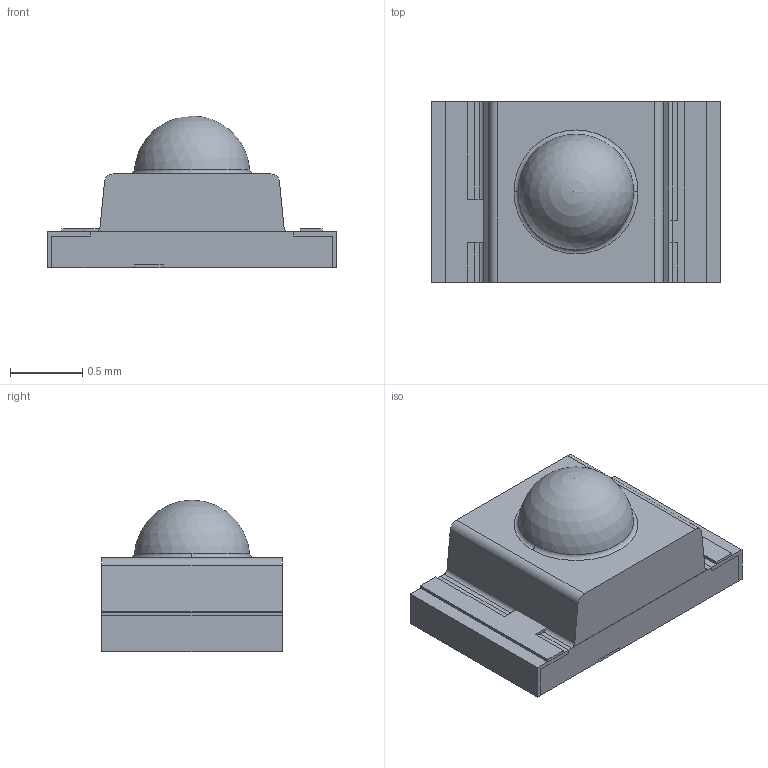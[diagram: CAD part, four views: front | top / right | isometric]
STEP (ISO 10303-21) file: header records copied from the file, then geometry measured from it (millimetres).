
FILE_DESCRIPTION(('FreeCAD Model'),'2;1');
FILE_NAME('APTD2012.step','2018-12-05T15:59:53',( 'kicad StepUp'),('ksu MCAD'),'Open CASCADE STEP processor 7.2', 'FreeCAD','Unknown');
FILE_SCHEMA(('AUTOMOTIVE_DESIGN { 1 0 10303 214 1 1 1 1 }'));
Length unit declared in the file: millimetre
Products named in the file (1): APTD2012
Bounding box: 2 x 1.25 x 1.05 mm (x, y, z)
Volume: 1.4 mm3; surface area: 18.1 mm2
Topology: 7 solids, 7 shells, 97 faces, 742 edges, 2143 vertices
Faces by surface type: plane 90, cylinder 4, torus 2, sphere 1
Entity records: 10152 total; most frequent: CARTESIAN_POINT 3000, DIRECTION 976, LINE 696, VECTOR 696, GEOMETRIC_CURVE_SET 495, ORIENTED_EDGE 494, TRIMMED_CURVE 494, STYLED_ITEM 254
